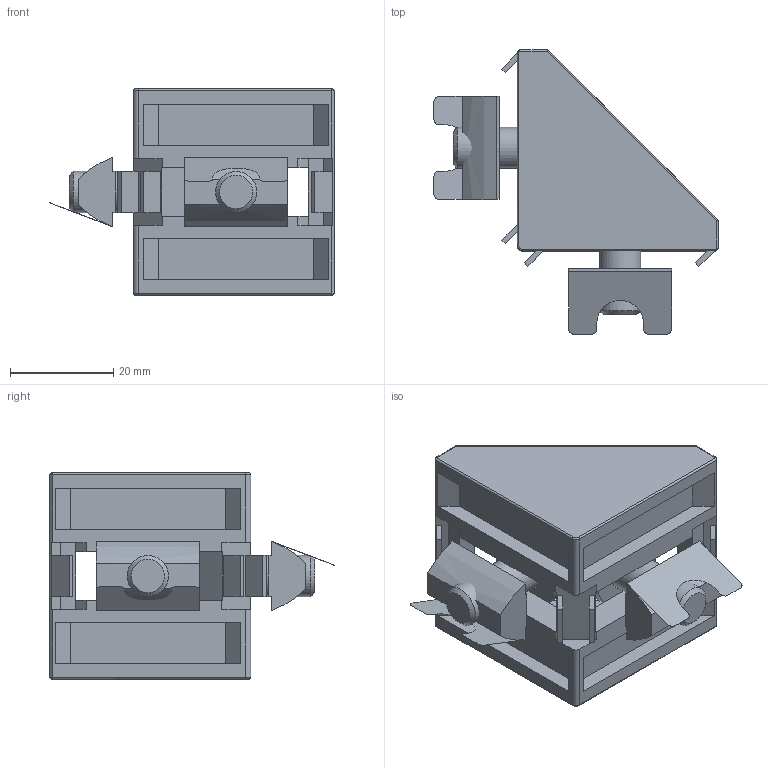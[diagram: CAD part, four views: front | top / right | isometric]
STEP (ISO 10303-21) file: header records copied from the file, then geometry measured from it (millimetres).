
FILE_DESCRIPTION(/* description */ ('Kątownik usztywniający bez zaślepki'),/* implementation_level */ '2;1');
FILE_NAME(/* name */ 'K-304040.stp',/* time_stamp */ '2023-01-20T10:38:45+01:00',/* author */ ('aluteckkpl_am'),/* organization */ (''),/* preprocessor_version */ 'ST-DEVELOPER v18.1',/* originating_system */ 'Autodesk Inventor 2021',/* authorisation */ '');
FILE_SCHEMA (('CONFIG_CONTROL_DESIGN'));
Length unit declared in the file: millimetre
Products named in the file (5): 304040-bez Z; 304040; 200820; 210482; 215008
Assembly tree (7 placements, depth 2):
  304040-bez Z
    304040
    200820  x2
    210482  x2
    215008  x2
Bounding box: 55.14 x 55.14 x 40 mm (x, y, z)
Volume: 20396.7 mm3; surface area: 15454.2 mm2
Topology: 7 solids, 9 shells, 184 faces, 506 edges, 340 vertices
Faces by surface type: plane 135, cylinder 35, torus 6, sphere 4, cone 4
Full cylindrical faces by diameter (mm): 6.647 x2, 8 x2, 8.4 x2, 13 x2, 16 x2
Entity records: 4996 total; most frequent: CARTESIAN_POINT 885, DIRECTION 808, ORIENTED_EDGE 804, EDGE_CURVE 408, LINE 316, VECTOR 316, VERTEX_POINT 272, AXIS2_PLACEMENT_3D 246
